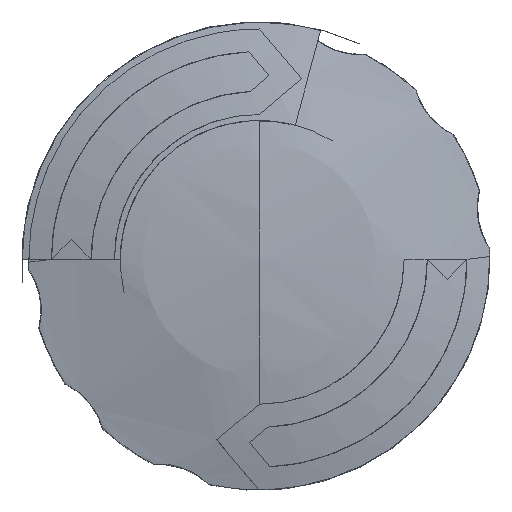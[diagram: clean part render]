
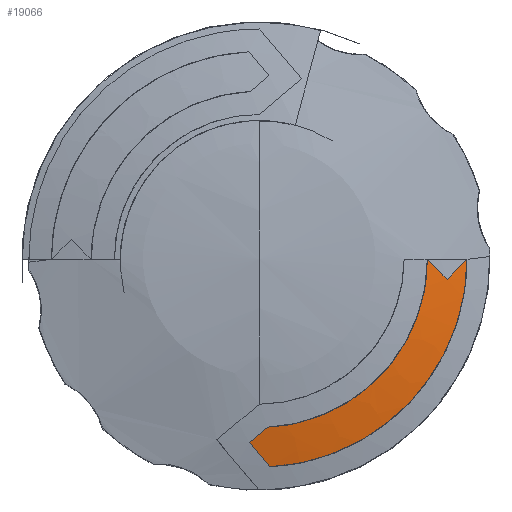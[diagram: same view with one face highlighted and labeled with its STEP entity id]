
A CAD part, top view. The second image highlights one B-rep face of the part: STEP entity #19066.
In plain terms, the highlighted free-form (B-spline) face has degree [3, 3] with [4, 7] control points.
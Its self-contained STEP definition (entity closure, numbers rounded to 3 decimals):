
#6157=CARTESIAN_POINT('',(-0.84,-15.82,
-1.277));
#6158=CARTESIAN_POINT('',(-0.66,-16.033,
-1.326));
#6159=CARTESIAN_POINT('',(-0.29,-16.472,
-1.43));
#6160=CARTESIAN_POINT('',(0.293,-17.167,
-1.603));
#6161=CARTESIAN_POINT('',(0.702,-17.653,
-1.732));
#6162=CARTESIAN_POINT('',(0.912,-17.902,
-1.8));
#6168=CARTESIAN_POINT('',(0.752,-14.48,
-1.039));
#6169=CARTESIAN_POINT('',(0.583,-14.623,
-1.061));
#6170=CARTESIAN_POINT('',(0.239,-14.913,
-1.108));
#6171=CARTESIAN_POINT('',(-0.292,-15.359,
-1.187));
#6172=CARTESIAN_POINT('',(-0.656,-15.665,
-1.246));
#6173=CARTESIAN_POINT('',(-0.84,-15.82,
-1.277));
#6179=CARTESIAN_POINT('',(14.5,0.,
-1.619));
#6180=CARTESIAN_POINT('',(14.5,-0.667,
-1.601));
#6181=CARTESIAN_POINT('',(14.408,-2.003,
-1.566));
#6182=CARTESIAN_POINT('',(13.991,-3.984,
-1.514));
#6183=CARTESIAN_POINT('',(13.304,-5.88,
-1.46));
#6184=CARTESIAN_POINT('',(12.378,-7.64,
-1.408));
#6185=CARTESIAN_POINT('',(11.204,-9.278,
-1.356));
#6186=CARTESIAN_POINT('',(9.812,-10.739,
-1.303));
#6187=CARTESIAN_POINT('',(8.249,-11.98,
-1.25));
#6188=CARTESIAN_POINT('',(6.531,-12.997,
-1.198));
#6189=CARTESIAN_POINT('',(4.672,-13.776,
-1.145));
#6190=CARTESIAN_POINT('',(2.737,-14.286,
-1.092));
#6191=CARTESIAN_POINT('',(1.415,-14.446,
-1.057));
#6192=CARTESIAN_POINT('',(0.752,-14.48,
-1.039));
#6198=CARTESIAN_POINT('',(16.213,-1.713,-1.959));
#6199=CARTESIAN_POINT('',(16.009,-1.509,
-1.913));
#6200=CARTESIAN_POINT('',(15.612,-1.112,
-1.827));
#6201=CARTESIAN_POINT('',(15.044,-0.544,
-1.715));
#6202=CARTESIAN_POINT('',(14.679,-0.179,
-1.649));
#6203=CARTESIAN_POINT('',(14.5,0.,
-1.619));
#6209=CARTESIAN_POINT('',(17.925,0.,
-2.38));
#6210=CARTESIAN_POINT('',(17.726,-0.199,
-2.326));
#6211=CARTESIAN_POINT('',(17.333,-0.592,
-2.224));
#6212=CARTESIAN_POINT('',(16.763,-1.162,
-2.085));
#6213=CARTESIAN_POINT('',(16.394,-1.531,
-1.999));
#6214=CARTESIAN_POINT('',(16.213,-1.713,-1.959));
#6220=CARTESIAN_POINT('',(0.912,-17.902,
-1.8));
#6221=CARTESIAN_POINT('',(1.731,-17.86,
-1.818));
#6222=CARTESIAN_POINT('',(3.367,-17.664,
-1.852));
#6223=CARTESIAN_POINT('',(5.761,-17.034,
-1.906));
#6224=CARTESIAN_POINT('',(8.062,-16.074,
-1.959));
#6225=CARTESIAN_POINT('',(10.189,-14.816,
-2.011));
#6226=CARTESIAN_POINT('',(12.123,-13.281,
-2.064));
#6227=CARTESIAN_POINT('',(13.846,-11.475,
-2.117));
#6228=CARTESIAN_POINT('',(15.299,-9.449,
-2.17));
#6229=CARTESIAN_POINT('',(16.445,-7.273,
-2.222));
#6230=CARTESIAN_POINT('',(17.295,-4.928,
-2.275));
#6231=CARTESIAN_POINT('',(17.811,-2.477,
-2.328));
#6232=CARTESIAN_POINT('',(17.925,-0.824,
-2.362));
#6233=CARTESIAN_POINT('',(17.925,0.,
-2.38));
#7605=VERTEX_POINT('',#6157);
#7606=VERTEX_POINT('',#6162);
#7607=VERTEX_POINT('',#6233);
#7608=VERTEX_POINT('',#6214);
#7609=VERTEX_POINT('',#6203);
#7610=VERTEX_POINT('',#6192);
#19029=CARTESIAN_POINT('',(-1.242,-17.966,
-1.775));
#19030=CARTESIAN_POINT('',(0.346,-18.074,
-1.809));
#19031=CARTESIAN_POINT('',(4.717,-17.801,
-1.901));
#19032=CARTESIAN_POINT('',(11.349,-14.797,
-2.051));
#19033=CARTESIAN_POINT('',(16.79,-8.172,
-2.229));
#19034=CARTESIAN_POINT('',(18.056,-2.554,
-2.347));
#19035=CARTESIAN_POINT('',(18.01,0.296,
-2.408));
#19036=CARTESIAN_POINT('',(-1.161,-16.774,
-1.479));
#19037=CARTESIAN_POINT('',(0.322,-16.875,
-1.513));
#19038=CARTESIAN_POINT('',(4.403,-16.62,
-1.605));
#19039=CARTESIAN_POINT('',(10.595,-13.815,
-1.755));
#19040=CARTESIAN_POINT('',(15.676,-7.63,
-1.932));
#19041=CARTESIAN_POINT('',(16.859,-2.385,
-2.051));
#19042=CARTESIAN_POINT('',(16.816,0.275,
-2.111));
#19043=CARTESIAN_POINT('',(-1.079,-15.579,
-1.213));
#19044=CARTESIAN_POINT('',(0.298,-15.673,
-1.246));
#19045=CARTESIAN_POINT('',(4.088,-15.436,
-1.338));
#19046=CARTESIAN_POINT('',(9.84,-12.831,
-1.489));
#19047=CARTESIAN_POINT('',(14.559,-7.087,
-1.666));
#19048=CARTESIAN_POINT('',(15.658,-2.215,
-1.785));
#19049=CARTESIAN_POINT('',(15.619,0.255,
-1.845));
#19050=CARTESIAN_POINT('',(-0.996,-14.381,
-0.976));
#19051=CARTESIAN_POINT('',(0.275,-14.468,
-1.01));
#19052=CARTESIAN_POINT('',(3.773,-14.25,
-1.102));
#19053=CARTESIAN_POINT('',(9.083,-11.846,
-1.253));
#19054=CARTESIAN_POINT('',(13.439,-6.543,
-1.43));
#19055=CARTESIAN_POINT('',(14.454,-2.046,
-1.549));
#19056=CARTESIAN_POINT('',(14.417,0.235,
-1.609));
#19057=B_SPLINE_SURFACE_WITH_KNOTS('',3,3,((#19029,#19030,#19031,#19032,#19033,
#19034,#19035),(#19036,#19037,#19038,#19039,#19040,#19041,#19042),(#19043,
#19044,#19045,#19046,#19047,#19048,#19049),(#19050,#19051,#19052,#19053,#19054,
#19055,#19056)),.UNSPECIFIED.,.F.,.F.,.F.,(4,4),(4,1,1,1,4),(0.289,
0.712),(0.105,0.25,0.5,0.75,1.009),
.UNSPECIFIED.);
#19058=ORIENTED_EDGE('',*,*,#18953,.F.);
#19059=ORIENTED_EDGE('',*,*,#18968,.F.);
#19060=ORIENTED_EDGE('',*,*,#18982,.F.);
#19061=ORIENTED_EDGE('',*,*,#18996,.F.);
#19062=ORIENTED_EDGE('',*,*,#19010,.F.);
#19063=ORIENTED_EDGE('',*,*,#19023,.F.);
#19064=EDGE_LOOP('',(#19058,#19059,#19060,#19061,#19062,#19063));
#19065=FACE_OUTER_BOUND('',#19064,.F.);
#19066=ADVANCED_FACE('',(#19065),#19057,.F.);
#6163=B_SPLINE_CURVE_WITH_KNOTS('',3,(#6157,#6158,#6159,#6160,#6161,#6162),
.UNSPECIFIED.,.F.,.F.,(4,1,1,4),(0.,0.333,0.667,1.),
.UNSPECIFIED.);
#6174=B_SPLINE_CURVE_WITH_KNOTS('',3,(#6168,#6169,#6170,#6171,#6172,#6173),
.UNSPECIFIED.,.F.,.F.,(4,1,1,4),(0.,0.333,0.667,1.),
.UNSPECIFIED.);
#6193=B_SPLINE_CURVE_WITH_KNOTS('',3,(#6179,#6180,#6181,#6182,#6183,#6184,#6185,
#6186,#6187,#6188,#6189,#6190,#6191,#6192),.UNSPECIFIED.,.F.,.F.,(4,1,1,1,1,1,1,
1,1,1,1,4),(0.,0.091,0.182,0.273,
0.364,0.455,0.545,0.636,
0.727,0.818,0.909,1.),.UNSPECIFIED.);
#6204=B_SPLINE_CURVE_WITH_KNOTS('',3,(#6198,#6199,#6200,#6201,#6202,#6203),
.UNSPECIFIED.,.F.,.F.,(4,1,1,4),(0.,0.333,0.667,1.),
.UNSPECIFIED.);
#6215=B_SPLINE_CURVE_WITH_KNOTS('',3,(#6209,#6210,#6211,#6212,#6213,#6214),
.UNSPECIFIED.,.F.,.F.,(4,1,1,4),(0.,0.333,0.667,1.),
.UNSPECIFIED.);
#6234=B_SPLINE_CURVE_WITH_KNOTS('',3,(#6220,#6221,#6222,#6223,#6224,#6225,#6226,
#6227,#6228,#6229,#6230,#6231,#6232,#6233),.UNSPECIFIED.,.F.,.F.,(4,1,1,1,1,1,1,
1,1,1,1,4),(0.,0.091,0.182,0.273,
0.364,0.455,0.545,0.636,
0.727,0.818,0.909,1.),.UNSPECIFIED.);
#18953=EDGE_CURVE('',#7605,#7606,#6163,.T.);
#18968=EDGE_CURVE('',#7610,#7605,#6174,.T.);
#18982=EDGE_CURVE('',#7609,#7610,#6193,.T.);
#18996=EDGE_CURVE('',#7608,#7609,#6204,.T.);
#19010=EDGE_CURVE('',#7607,#7608,#6215,.T.);
#19023=EDGE_CURVE('',#7606,#7607,#6234,.T.);
